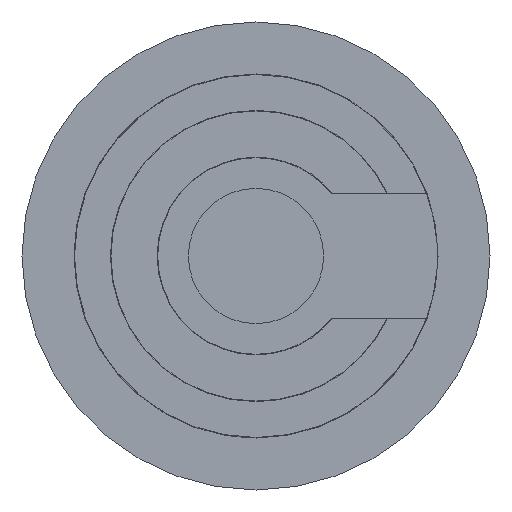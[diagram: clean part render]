
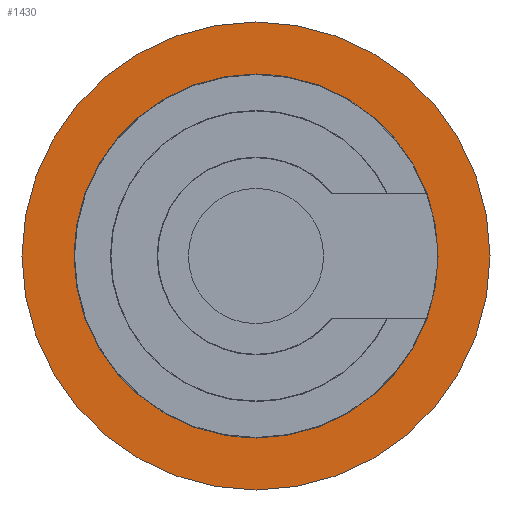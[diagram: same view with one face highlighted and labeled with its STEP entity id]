
A CAD part, left-side view. The second image highlights one B-rep face of the part: STEP entity #1430.
In plain terms, the highlighted planar face has unit normal (-1, 0, 0).
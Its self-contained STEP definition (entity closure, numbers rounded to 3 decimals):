
#85 = CIRCLE ( 'NONE', #122, 2.25 ) ;
#89 = CIRCLE ( 'NONE', #544, 2.25 ) ;
#92 = FACE_BOUND ( 'NONE', #1414, .T. ) ;
#95 = VERTEX_POINT ( 'NONE', #1539 ) ;
#122 = AXIS2_PLACEMENT_3D ( 'NONE', #407, #1395, #554 ) ;
#217 = DIRECTION ( 'NONE',  ( 0., 0., 1. ) ) ;
#221 = CARTESIAN_POINT ( 'NONE',  ( -14.8, 0., 0. ) ) ;
#378 = DIRECTION ( 'NONE',  ( 0., 0., 1. ) ) ;
#398 = EDGE_CURVE ( 'NONE', #1167, #1610, #85, .T. ) ;
#407 = CARTESIAN_POINT ( 'NONE',  ( -14.8, 0., 0. ) ) ;
#533 = CIRCLE ( 'NONE', #1130, 1.75 ) ;
#544 = AXIS2_PLACEMENT_3D ( 'NONE', #870, #1833, #1007 ) ;
#549 = CARTESIAN_POINT ( 'NONE',  ( -14.8, 0., -1.75 ) ) ;
#554 = DIRECTION ( 'NONE',  ( 0., 0., -1. ) ) ;
#701 = CARTESIAN_POINT ( 'NONE',  ( -14.8, 0., 0. ) ) ;
#787 = DIRECTION ( 'NONE',  ( -1., 0., 0. ) ) ;
#833 = EDGE_LOOP ( 'NONE', ( #1392, #991 ) ) ;
#845 = EDGE_CURVE ( 'NONE', #95, #1234, #1279, .T. ) ;
#864 = FACE_OUTER_BOUND ( 'NONE', #833, .T. ) ;
#870 = CARTESIAN_POINT ( 'NONE',  ( -14.8, 0., 0. ) ) ;
#917 = EDGE_CURVE ( 'NONE', #1610, #1167, #89, .T. ) ;
#951 = PLANE ( 'NONE',  #1503 ) ;
#958 = ORIENTED_EDGE ( 'NONE', *, *, #845, .F. ) ;
#991 = ORIENTED_EDGE ( 'NONE', *, *, #917, .F. ) ;
#1007 = DIRECTION ( 'NONE',  ( 0., 0., -1. ) ) ;
#1090 = DIRECTION ( 'NONE',  ( 0., 0., 1. ) ) ;
#1130 = AXIS2_PLACEMENT_3D ( 'NONE', #221, #1225, #378 ) ;
#1167 = VERTEX_POINT ( 'NONE', #1241 ) ;
#1185 = CARTESIAN_POINT ( 'NONE',  ( -14.8, 0., 2.25 ) ) ;
#1225 = DIRECTION ( 'NONE',  ( -1., 0., 0. ) ) ;
#1234 = VERTEX_POINT ( 'NONE', #549 ) ;
#1241 = CARTESIAN_POINT ( 'NONE',  ( -14.8, 0., -2.25 ) ) ;
#1279 = CIRCLE ( 'NONE', #1295, 1.75 ) ;
#1295 = AXIS2_PLACEMENT_3D ( 'NONE', #701, #787, #217 ) ;
#1392 = ORIENTED_EDGE ( 'NONE', *, *, #398, .F. ) ;
#1395 = DIRECTION ( 'NONE',  ( 1., 0., 0. ) ) ;
#1396 = EDGE_CURVE ( 'NONE', #1234, #95, #533, .T. ) ;
#1414 = EDGE_LOOP ( 'NONE', ( #1456, #958 ) ) ;
#1430 = ADVANCED_FACE ( 'NONE', ( #864, #92 ), #951, .T. ) ;
#1456 = ORIENTED_EDGE ( 'NONE', *, *, #1396, .F. ) ;
#1486 = DIRECTION ( 'NONE',  ( -1., 0., 0. ) ) ;
#1503 = AXIS2_PLACEMENT_3D ( 'NONE', #1641, #1486, #1090 ) ;
#1539 = CARTESIAN_POINT ( 'NONE',  ( -14.8, 0., 1.75 ) ) ;
#1610 = VERTEX_POINT ( 'NONE', #1185 ) ;
#1641 = CARTESIAN_POINT ( 'NONE',  ( -14.8, 2.25, 0. ) ) ;
#1833 = DIRECTION ( 'NONE',  ( 1., 0., 0. ) ) ;
